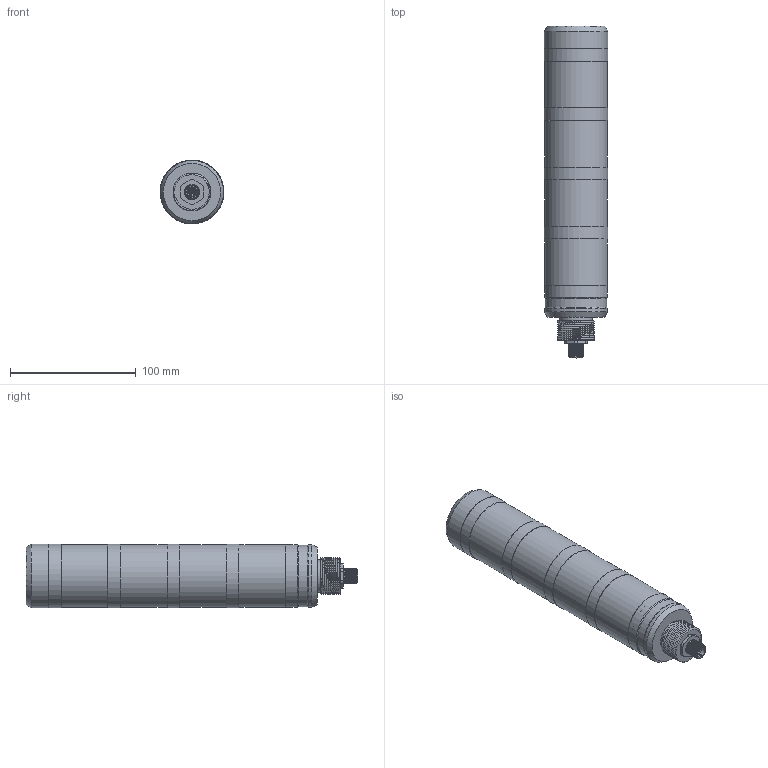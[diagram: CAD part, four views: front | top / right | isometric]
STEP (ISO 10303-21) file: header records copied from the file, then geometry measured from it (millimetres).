
FILE_DESCRIPTION(/* description */ (''),/* implementation_level */ '2;1');
FILE_NAME(/* name */ 'SBT-F-BGYR-R50-4B-B8.stp',/* time_stamp */ '2022-01-20T08:32:21+01:00',/* author */ ('S. Sandt'),/* organization */ ('di-soric GmbH & Co. KG'),/* preprocessor_version */ 'ST-DEVELOPER v18.1',/* originating_system */ 'Autodesk Inventor 2021',/* authorisation */ '');
FILE_SCHEMA (('AUTOMOTIVE_DESIGN { 1 0 10303 214 3 1 1 }'));
Length unit declared in the file: millimetre
Products named in the file (9): SBT-F-BGYR-R50-4B-B8; Sockel 3DModell; Stecker; Stecker M12_einbau 8pol; Stecker M12_einbau_escha_hülse_8pol; Stecker M12_einbau_escha_stift; PC Ring V02; Verbindungsteil V03; 540.0583.421
Assembly tree (21 placements, depth 3):
  SBT-F-BGYR-R50-4B-B8
    Sockel 3DModell
    Stecker
    PC Ring V02  x4
    Verbindungsteil V03  x4
    Stecker M12_einbau 8pol
      Stecker M12_einbau_escha_hülse_8pol
      Stecker M12_einbau_escha_stift  x8
    540.0583.421
Bounding box: 50.58 x 263.5 x 50.58 mm (x, y, z)
Volume: 145413.5 mm3; surface area: 99257.8 mm2
Topology: 21 solids, 21 shells, 229 faces, 449 edges, 295 vertices
Faces by surface type: cylinder 121, plane 85, cone 13, bspline 7, torus 3
Full cylindrical faces by diameter (mm): 0.7 x8, 1 x8, 1.7 x8, 9.9 x2, 10 x1, 10.5 x1, 10.917 x1, 11 x18, 12 x17, 14.8 x1, 26 x1, 42.2 x4, 44.5 x5, 47.7 x9, 48.5 x9, 49 x1, 50 x6, 50.6 x5
Entity records: 23227 total; most frequent: CARTESIAN_POINT 19648, DIRECTION 663, ORIENTED_EDGE 642, EDGE_CURVE 321, AXIS2_PLACEMENT_3D 272, VERTEX_POINT 212, EDGE_LOOP 179, FACE_OUTER_BOUND 139
